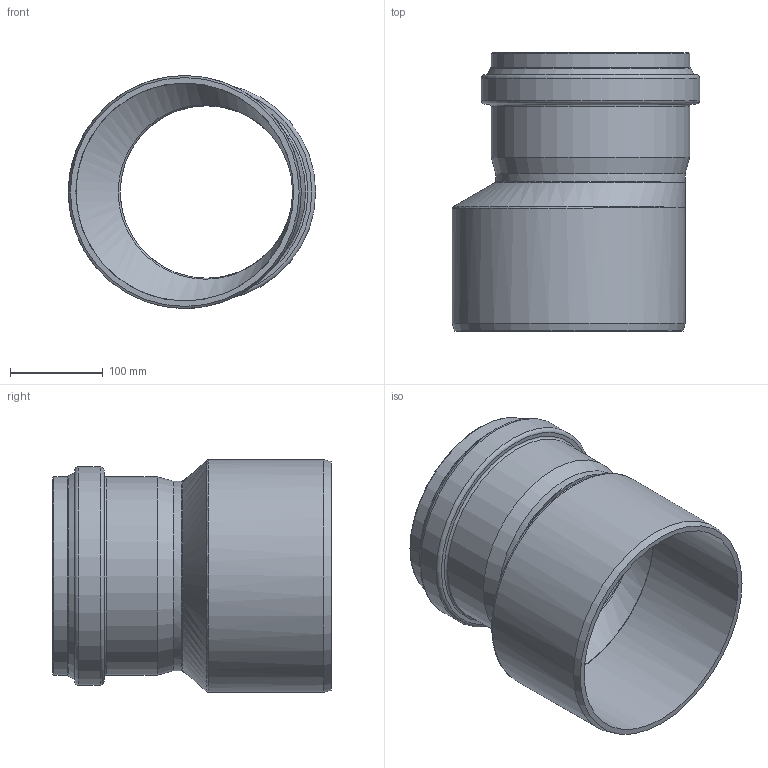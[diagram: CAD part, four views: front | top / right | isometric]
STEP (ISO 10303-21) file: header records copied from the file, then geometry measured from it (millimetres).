
FILE_DESCRIPTION(/* description */ (''),/* implementation_level */ '2;1');
FILE_NAME(/* name */ '775670 KG2000R Reduktion DN_OD 250_200.stp',/* time_stamp */ '2017-01-30T14:37:54+01:00',/* author */ ('user1'),/* organization */ (''),/* preprocessor_version */ 'ST-DEVELOPER v16.1',/* originating_system */ 'Autodesk Inventor 2016',/* authorisation */ '');
FILE_SCHEMA (('AUTOMOTIVE_DESIGN { 1 0 10303 214 3 1 1 }'));
Length unit declared in the file: millimetre
Products named in the file (1): 775670 KG2000R Reduktion DN_OD 250_200
Bounding box: 265.85 x 299 x 250.3 mm (x, y, z)
Volume: 1659987.2 mm3; surface area: 466573.1 mm2
Topology: 1 solids, 1 shells, 44 faces, 91 edges, 48 vertices
Faces by surface type: torus 14, cylinder 11, cone 8, bspline 6, plane 5
Full cylindrical faces by diameter (mm): 185.372 x1, 201.5 x1, 201.8 x2, 203.7 x1, 213.3 x1, 213.6 x1, 223 x1, 234.3 x1, 234.8 x1, 250.3 x1
Entity records: 2069 total; most frequent: CARTESIAN_POINT 1306, DIRECTION 154, ORIENTED_EDGE 104, EDGE_LOOP 82, AXIS2_PLACEMENT_3D 77, EDGE_CURVE 52, VERTEX_POINT 46, FACE_OUTER_BOUND 44
